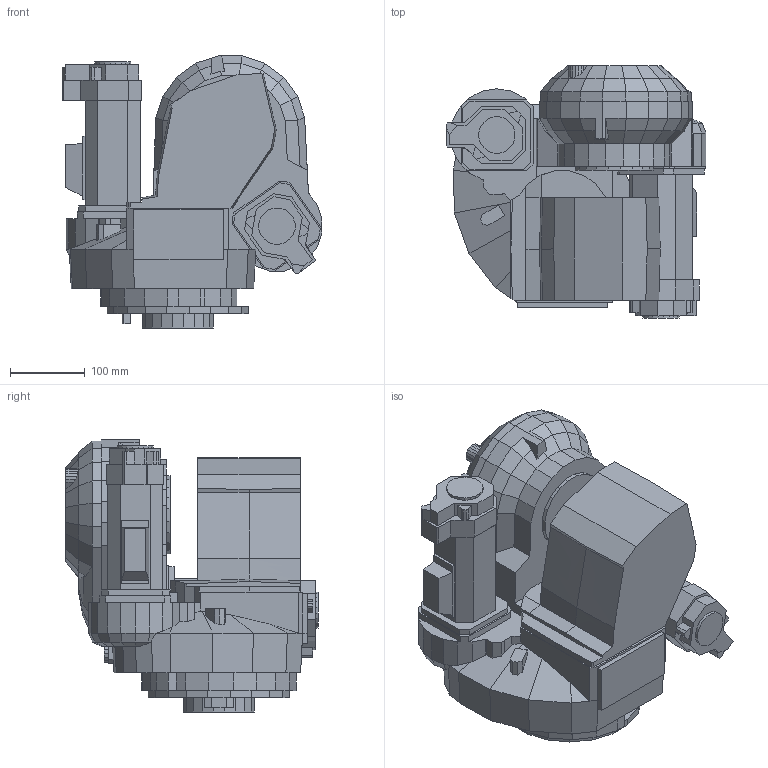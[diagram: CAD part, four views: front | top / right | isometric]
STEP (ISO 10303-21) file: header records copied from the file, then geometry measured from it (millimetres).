
FILE_DESCRIPTION (( 'STEP AP203' ), '1' );
FILE_NAME ('IRB140_-_M2004C_LINK1.STEP', '2009-11-25T15:17:54', ( 'ABB' ), ( 'ABB' ), 'SwSTEP 2.0', 'SolidWorks 2008', '' );
FILE_SCHEMA (( 'CONFIG_CONTROL_DESIGN' ));
Length unit declared in the file: millimetre
Products named in the file (1): IRB140_-_M2004C_LINK1
Bounding box: 346.77 x 336.8 x 363 mm (x, y, z)
Volume: 16287755.8 mm3; surface area: 645969.5 mm2
Topology: 3 solids, 3 shells, 641 faces, 1703 edges, 1083 vertices
Faces by surface type: plane 634, bspline 7
Entity records: 19439 total; most frequent: CARTESIAN_POINT 3562, ORIENTED_EDGE 3406, DIRECTION 2969, EDGE_CURVE 1703, LINE 1699, VECTOR 1699, VERTEX_POINT 1083, EDGE_LOOP 656
